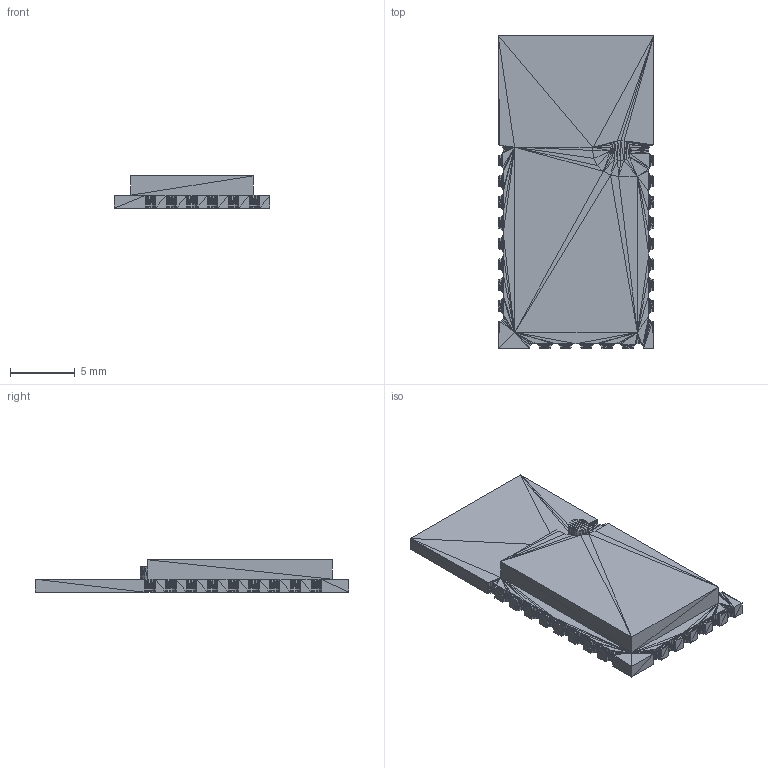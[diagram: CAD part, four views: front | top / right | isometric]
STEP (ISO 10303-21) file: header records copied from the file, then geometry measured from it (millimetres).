
FILE_DESCRIPTION(('FreeCAD Model'),'2;1');
FILE_NAME('BLUE-BEAN_A.step','2019-05-13T12:01:51', ('kicad StepUp'),('ksu MCAD'),'Open CASCADE STEP processor 7.2', 'FreeCAD','Unknown');
FILE_SCHEMA(('AUTOMOTIVE_DESIGN { 1 0 10303 214 1 1 1 1 }'));
Length unit declared in the file: millimetre
Products named in the file (1): BLUE-BEAN_A
Bounding box: 12 x 24.15 x 2.5 mm (x, y, z)
Volume: 477.6 mm3; surface area: 725.7 mm2
Topology: 1 solids, 1 shells, 1192 faces, 1788 edges, 598 vertices
Faces by surface type: plane 1192
Entity records: 46521 total; most frequent: DIRECTION 7750, CARTESIAN_POINT 7155, LINE 5364, VECTOR 5364, ORIENTED_EDGE 3576, PCURVE 3576, DEFINITIONAL_REPRESENTATION 3576, EDGE_CURVE 1788
